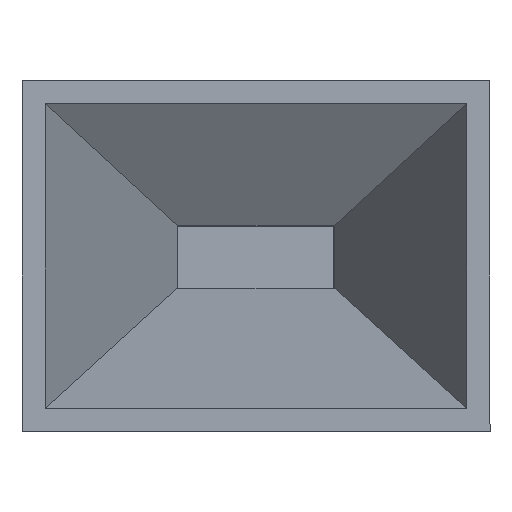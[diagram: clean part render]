
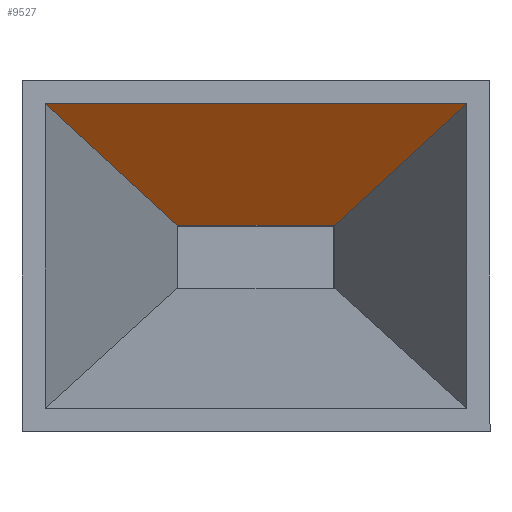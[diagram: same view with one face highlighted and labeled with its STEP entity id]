
A CAD part, top view. The second image highlights one B-rep face of the part: STEP entity #9527.
In plain terms, the highlighted face is planar.
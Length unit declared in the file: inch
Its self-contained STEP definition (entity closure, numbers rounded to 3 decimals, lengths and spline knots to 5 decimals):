
#761 = DIRECTION ( 'NONE',  ( -0.965, 0., 0.262 ) ) ;
#996 = CARTESIAN_POINT ( 'NONE',  ( 0.4095, 0.567, 3.2285 ) ) ;
#1493 = CARTESIAN_POINT ( 'NONE',  ( 0.085, -0.21, 2.03373 ) ) ;
#1560 = CARTESIAN_POINT ( 'NONE',  ( 0.08346, -0.21, 2.02808 ) ) ;
#1824 = DIRECTION ( 'NONE',  ( -0.252, -0.276, -0.928 ) ) ;
#1889 = VERTEX_POINT ( 'NONE', #3454 ) ;
#2785 = CARTESIAN_POINT ( 'NONE',  ( -0.43526, 0., 0.11822 ) ) ;
#3067 = VERTEX_POINT ( 'NONE', #23593 ) ;
#3454 = CARTESIAN_POINT ( 'NONE',  ( 0.08346, 0.21, 2.02808 ) ) ;
#4549 = VECTOR ( 'NONE', #20898, 39.37008 ) ;
#5099 = EDGE_CURVE ( 'NONE', #20975, #1889, #9106, .T. ) ;
#5263 = LINE ( 'NONE', #11235, #4549 ) ;
#5660 = EDGE_CURVE ( 'NONE', #20975, #10258, #14688, .T. ) ;
#5830 = VECTOR ( 'NONE', #18841, 39.37008 ) ;
#6970 = DIRECTION ( 'NONE',  ( 0.262, 0., 0.965 ) ) ;
#7076 = DIRECTION ( 'NONE',  ( -0.262, 0., -0.965 ) ) ;
#7656 = VERTEX_POINT ( 'NONE', #13743 ) ;
#8940 = EDGE_CURVE ( 'NONE', #18506, #1889, #13253, .T. ) ;
#9046 = LINE ( 'NONE', #1560, #5830 ) ;
#9093 = VECTOR ( 'NONE', #16516, 39.37008 ) ;
#9106 = LINE ( 'NONE', #24982, #16001 ) ;
#9527 = ADVANCED_FACE ( 'NONE', ( #10656 ), #22480, .T. ) ;
#10258 = VERTEX_POINT ( 'NONE', #1493 ) ;
#10656 = FACE_OUTER_BOUND ( 'NONE', #11319, .T. ) ;
#11183 = ORIENTED_EDGE ( 'NONE', *, *, #5660, .T. ) ;
#11235 = CARTESIAN_POINT ( 'NONE',  ( 0.4095, 0., 3.2285 ) ) ;
#11319 = EDGE_LOOP ( 'NONE', ( #13175, #11183, #19651, #14080, #12034, #13129 ) ) ;
#12034 = ORIENTED_EDGE ( 'NONE', *, *, #19113, .F. ) ;
#12367 = EDGE_CURVE ( 'NONE', #3067, #10258, #9046, .T. ) ;
#12708 = CARTESIAN_POINT ( 'NONE',  ( 0.08346, -0.21, 2.02808 ) ) ;
#12774 = CARTESIAN_POINT ( 'NONE',  ( 0.085, 0., 2.03373 ) ) ;
#13129 = ORIENTED_EDGE ( 'NONE', *, *, #8940, .T. ) ;
#13175 = ORIENTED_EDGE ( 'NONE', *, *, #5099, .F. ) ;
#13253 = LINE ( 'NONE', #21004, #14536 ) ;
#13743 = CARTESIAN_POINT ( 'NONE',  ( 0.4095, -0.567, 3.2285 ) ) ;
#14080 = ORIENTED_EDGE ( 'NONE', *, *, #21454, .T. ) ;
#14536 = VECTOR ( 'NONE', #1824, 39.37008 ) ;
#14688 = LINE ( 'NONE', #12774, #23276 ) ;
#16001 = VECTOR ( 'NONE', #7076, 39.37008 ) ;
#16516 = DIRECTION ( 'NONE',  ( 0.252, -0.276, 0.928 ) ) ;
#18239 = DIRECTION ( 'NONE',  ( 0., -1., 0. ) ) ;
#18506 = VERTEX_POINT ( 'NONE', #996 ) ;
#18841 = DIRECTION ( 'NONE',  ( 0.262, 0., 0.965 ) ) ;
#19019 = AXIS2_PLACEMENT_3D ( 'NONE', #2785, #761, #6970 ) ;
#19113 = EDGE_CURVE ( 'NONE', #18506, #7656, #5263, .T. ) ;
#19651 = ORIENTED_EDGE ( 'NONE', *, *, #12367, .F. ) ;
#20898 = DIRECTION ( 'NONE',  ( 0., -1., 0. ) ) ;
#20975 = VERTEX_POINT ( 'NONE', #22395 ) ;
#21004 = CARTESIAN_POINT ( 'NONE',  ( 0.4095, 0.567, 3.2285 ) ) ;
#21454 = EDGE_CURVE ( 'NONE', #3067, #7656, #22750, .T. ) ;
#22395 = CARTESIAN_POINT ( 'NONE',  ( 0.085, 0.21, 2.03373 ) ) ;
#22480 = PLANE ( 'NONE',  #19019 ) ;
#22750 = LINE ( 'NONE', #12708, #9093 ) ;
#23276 = VECTOR ( 'NONE', #18239, 39.37008 ) ;
#23593 = CARTESIAN_POINT ( 'NONE',  ( 0.08346, -0.21, 2.02808 ) ) ;
#24982 = CARTESIAN_POINT ( 'NONE',  ( 0.085, 0.21, 2.03373 ) ) ;
